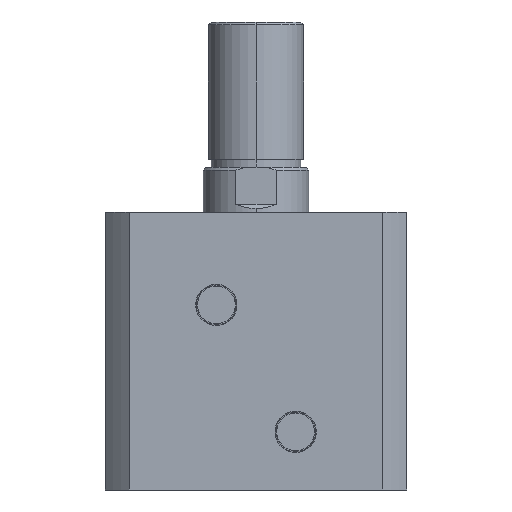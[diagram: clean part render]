
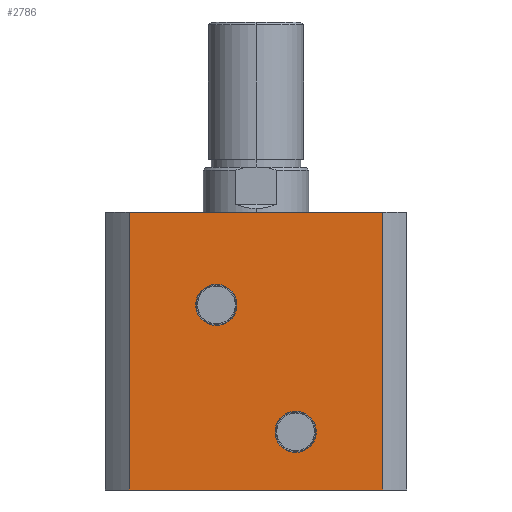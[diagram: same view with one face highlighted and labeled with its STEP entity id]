
A CAD part, left-side view. The second image highlights one B-rep face of the part: STEP entity #2786.
In plain terms, the highlighted planar face has unit normal (-1, 0, 0).
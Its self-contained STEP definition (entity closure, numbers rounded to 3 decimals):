
#174 = EDGE_LOOP ( 'NONE', ( #2545, #2548 ) ) ;
#177 = EDGE_LOOP ( 'NONE', ( #2550, #2551 ) ) ;
#178 = EDGE_LOOP ( 'NONE', ( #2553, #2555, #2552, #2554 ) ) ;
#264 = DIRECTION ( 'NONE',  ( 1., 0., 0. ) ) ;
#269 = CARTESIAN_POINT ( 'NONE',  ( -57., 0., 105. ) ) ;
#271 = PLANE ( 'NONE',  #2271 ) ;
#273 = DIRECTION ( 'NONE',  ( 0., 1., 0. ) ) ;
#538 = CARTESIAN_POINT ( 'NONE',  ( -57., 15., 77.797 ) ) ;
#578 = CARTESIAN_POINT ( 'NONE',  ( -57., -15., 29.797 ) ) ;
#594 = CARTESIAN_POINT ( 'NONE',  ( -57., 15., 62.203 ) ) ;
#606 = CARTESIAN_POINT ( 'NONE',  ( -57., -47.971, 105. ) ) ;
#608 = CARTESIAN_POINT ( 'NONE',  ( -57., -47.971, 0. ) ) ;
#609 = CARTESIAN_POINT ( 'NONE',  ( -57., 47.971, 0. ) ) ;
#617 = CARTESIAN_POINT ( 'NONE',  ( -57., 47.971, 105. ) ) ;
#768 = CIRCLE ( 'NONE', #2138, 7.797 ) ;
#777 = CIRCLE ( 'NONE', #2142, 7.797 ) ;
#991 = LINE ( 'NONE', #1453, #993 ) ;
#992 = LINE ( 'NONE', #1468, #1002 ) ;
#993 = VECTOR ( 'NONE', #1447, 1000. ) ;
#994 = CIRCLE ( 'NONE', #2185, 7.797 ) ;
#995 = CIRCLE ( 'NONE', #2186, 7.797 ) ;
#996 = LINE ( 'NONE', #1462, #998 ) ;
#997 = LINE ( 'NONE', #1472, #1000 ) ;
#998 = VECTOR ( 'NONE', #1463, 1000. ) ;
#1000 = VECTOR ( 'NONE', #1474, 1000. ) ;
#1002 = VECTOR ( 'NONE', #1475, 1000. ) ;
#1222 = FACE_OUTER_BOUND ( 'NONE', #178, .T. ) ;
#1226 = FACE_BOUND ( 'NONE', #174, .T. ) ;
#1229 = FACE_BOUND ( 'NONE', #177, .T. ) ;
#1447 = DIRECTION ( 'NONE',  ( 0., 0., -1. ) ) ;
#1453 = CARTESIAN_POINT ( 'NONE',  ( -57., 47.971, 105. ) ) ;
#1462 = CARTESIAN_POINT ( 'NONE',  ( -57., 0., 0. ) ) ;
#1463 = DIRECTION ( 'NONE',  ( 0., -1., 0. ) ) ;
#1464 = CARTESIAN_POINT ( 'NONE',  ( -57., -15., 22. ) ) ;
#1465 = DIRECTION ( 'NONE',  ( -1., 0., 0. ) ) ;
#1466 = DIRECTION ( 'NONE',  ( 0., 0., 1. ) ) ;
#1468 = CARTESIAN_POINT ( 'NONE',  ( -57., 0., 105. ) ) ;
#1469 = CARTESIAN_POINT ( 'NONE',  ( -57., 15., 70. ) ) ;
#1470 = DIRECTION ( 'NONE',  ( -1., 0., 0. ) ) ;
#1471 = DIRECTION ( 'NONE',  ( 0., 0., 1. ) ) ;
#1472 = CARTESIAN_POINT ( 'NONE',  ( -57., -47.971, 105. ) ) ;
#1474 = DIRECTION ( 'NONE',  ( 0., 0., -1. ) ) ;
#1475 = DIRECTION ( 'NONE',  ( 0., -1., 0. ) ) ;
#1744 = CARTESIAN_POINT ( 'NONE',  ( -57., -15., 14.203 ) ) ;
#1872 = EDGE_CURVE ( 'NONE', #2591, #3674, #768, .T. ) ;
#1880 = EDGE_CURVE ( 'NONE', #3690, #3063, #777, .T. ) ;
#2007 = EDGE_CURVE ( 'NONE', #3714, #3705, #991, .T. ) ;
#2009 = EDGE_CURVE ( 'NONE', #3674, #2591, #994, .T. ) ;
#2010 = EDGE_CURVE ( 'NONE', #3063, #3690, #995, .T. ) ;
#2011 = EDGE_CURVE ( 'NONE', #3705, #3704, #996, .T. ) ;
#2012 = EDGE_CURVE ( 'NONE', #3702, #3704, #997, .T. ) ;
#2013 = EDGE_CURVE ( 'NONE', #3714, #3702, #992, .T. ) ;
#2138 = AXIS2_PLACEMENT_3D ( 'NONE', #2918, #2917, #2916 ) ;
#2142 = AXIS2_PLACEMENT_3D ( 'NONE', #2881, #2880, #2879 ) ;
#2185 = AXIS2_PLACEMENT_3D ( 'NONE', #1464, #1465, #1466 ) ;
#2186 = AXIS2_PLACEMENT_3D ( 'NONE', #1469, #1470, #1471 ) ;
#2271 = AXIS2_PLACEMENT_3D ( 'NONE', #269, #264, #273 ) ;
#2545 = ORIENTED_EDGE ( 'NONE', *, *, #2009, .F. ) ;
#2548 = ORIENTED_EDGE ( 'NONE', *, *, #1872, .F. ) ;
#2550 = ORIENTED_EDGE ( 'NONE', *, *, #2010, .F. ) ;
#2551 = ORIENTED_EDGE ( 'NONE', *, *, #1880, .F. ) ;
#2552 = ORIENTED_EDGE ( 'NONE', *, *, #2013, .F. ) ;
#2553 = ORIENTED_EDGE ( 'NONE', *, *, #2011, .T. ) ;
#2554 = ORIENTED_EDGE ( 'NONE', *, *, #2007, .T. ) ;
#2555 = ORIENTED_EDGE ( 'NONE', *, *, #2012, .F. ) ;
#2591 = VERTEX_POINT ( 'NONE', #1744 ) ;
#2786 = ADVANCED_FACE ( 'NONE', ( #1226, #1229, #1222 ), #271, .F. ) ;
#2879 = DIRECTION ( 'NONE',  ( 0., 0., 1. ) ) ;
#2880 = DIRECTION ( 'NONE',  ( -1., 0., 0. ) ) ;
#2881 = CARTESIAN_POINT ( 'NONE',  ( -57., 15., 70. ) ) ;
#2916 = DIRECTION ( 'NONE',  ( 0., 0., 1. ) ) ;
#2917 = DIRECTION ( 'NONE',  ( -1., 0., 0. ) ) ;
#2918 = CARTESIAN_POINT ( 'NONE',  ( -57., -15., 22. ) ) ;
#3063 = VERTEX_POINT ( 'NONE', #538 ) ;
#3674 = VERTEX_POINT ( 'NONE', #578 ) ;
#3690 = VERTEX_POINT ( 'NONE', #594 ) ;
#3702 = VERTEX_POINT ( 'NONE', #606 ) ;
#3704 = VERTEX_POINT ( 'NONE', #608 ) ;
#3705 = VERTEX_POINT ( 'NONE', #609 ) ;
#3714 = VERTEX_POINT ( 'NONE', #617 ) ;
